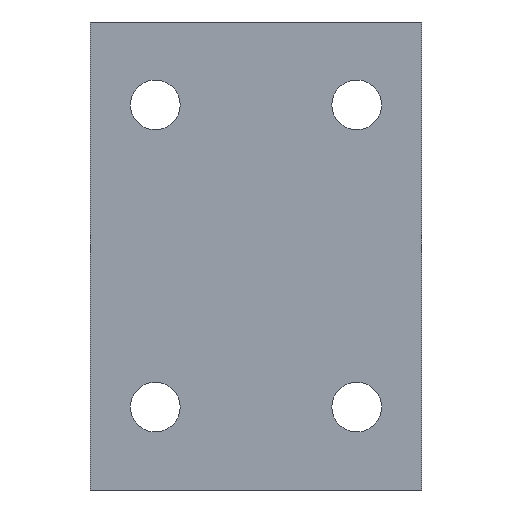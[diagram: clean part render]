
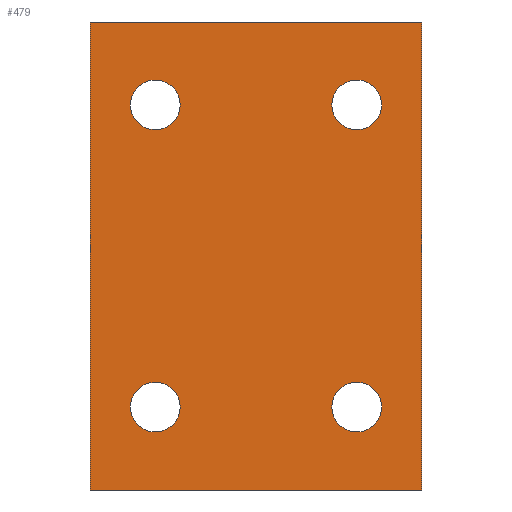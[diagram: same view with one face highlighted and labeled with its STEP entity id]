
A CAD part, front view. The second image highlights one B-rep face of the part: STEP entity #479.
In plain terms, the highlighted planar face has unit normal (0, -1, 0).
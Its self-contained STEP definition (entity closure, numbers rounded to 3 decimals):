
#1 = CARTESIAN_POINT ( 'NONE',  ( -8.5, -9., 12.75 ) ) ;
#2 = EDGE_CURVE ( 'NONE', #383, #165, #99, .T. ) ;
#10 = VERTEX_POINT ( 'NONE', #23 ) ;
#11 = EDGE_CURVE ( 'NONE', #473, #352, #416, .T. ) ;
#12 = ORIENTED_EDGE ( 'NONE', *, *, #2, .T. ) ;
#18 = DIRECTION ( 'NONE',  ( 1., 0., 0. ) ) ;
#23 = CARTESIAN_POINT ( 'NONE',  ( 14., -9., 19.75 ) ) ;
#25 = DIRECTION ( 'NONE',  ( 0., 0., -1. ) ) ;
#35 = DIRECTION ( 'NONE',  ( 0., 1., 0. ) ) ;
#36 = FACE_OUTER_BOUND ( 'NONE', #325, .T. ) ;
#39 = ORIENTED_EDGE ( 'NONE', *, *, #106, .T. ) ;
#40 = ORIENTED_EDGE ( 'NONE', *, *, #415, .T. ) ;
#49 = EDGE_CURVE ( 'NONE', #61, #186, #313, .T. ) ;
#51 = EDGE_CURVE ( 'NONE', #186, #61, #95, .T. ) ;
#54 = EDGE_CURVE ( 'NONE', #197, #361, #112, .T. ) ;
#56 = EDGE_CURVE ( 'NONE', #352, #473, #233, .T. ) ;
#60 = AXIS2_PLACEMENT_3D ( 'NONE', #430, #84, #393 ) ;
#61 = VERTEX_POINT ( 'NONE', #190 ) ;
#66 = DIRECTION ( 'NONE',  ( 0., 1., 0. ) ) ;
#68 = VECTOR ( 'NONE', #18, 1000. ) ;
#71 = AXIS2_PLACEMENT_3D ( 'NONE', #406, #66, #139 ) ;
#74 = FACE_BOUND ( 'NONE', #150, .T. ) ;
#77 = DIRECTION ( 'NONE',  ( -1., 0., 0. ) ) ;
#82 = PLANE ( 'NONE',  #60 ) ;
#83 = CIRCLE ( 'NONE', #308, 2.1 ) ;
#84 = DIRECTION ( 'NONE',  ( 0., 1., 0. ) ) ;
#88 = EDGE_CURVE ( 'NONE', #130, #10, #487, .T. ) ;
#89 = DIRECTION ( 'NONE',  ( -1., 0., 0. ) ) ;
#95 = CIRCLE ( 'NONE', #115, 2.1 ) ;
#99 = CIRCLE ( 'NONE', #358, 2.1 ) ;
#106 = EDGE_CURVE ( 'NONE', #165, #383, #408, .T. ) ;
#108 = DIRECTION ( 'NONE',  ( 0., 0., -1. ) ) ;
#112 = LINE ( 'NONE', #144, #68 ) ;
#115 = AXIS2_PLACEMENT_3D ( 'NONE', #265, #118, #77 ) ;
#117 = CARTESIAN_POINT ( 'NONE',  ( -10.6, -9., 12.75 ) ) ;
#118 = DIRECTION ( 'NONE',  ( 0., 1., 0. ) ) ;
#120 = FACE_BOUND ( 'NONE', #246, .T. ) ;
#129 = ORIENTED_EDGE ( 'NONE', *, *, #221, .F. ) ;
#130 = VERTEX_POINT ( 'NONE', #327 ) ;
#139 = DIRECTION ( 'NONE',  ( -1., 0., 0. ) ) ;
#144 = CARTESIAN_POINT ( 'NONE',  ( 14., -9., -19.75 ) ) ;
#145 = CARTESIAN_POINT ( 'NONE',  ( 6.4, -9., -12.75 ) ) ;
#150 = EDGE_LOOP ( 'NONE', ( #39, #12 ) ) ;
#155 = DIRECTION ( 'NONE',  ( 0., 1., 0. ) ) ;
#157 = CARTESIAN_POINT ( 'NONE',  ( -8.5, -9., -12.75 ) ) ;
#164 = VERTEX_POINT ( 'NONE', #214 ) ;
#165 = VERTEX_POINT ( 'NONE', #145 ) ;
#181 = DIRECTION ( 'NONE',  ( -1., 0., 0. ) ) ;
#186 = VERTEX_POINT ( 'NONE', #257 ) ;
#190 = CARTESIAN_POINT ( 'NONE',  ( -10.6, -9., -12.75 ) ) ;
#195 = AXIS2_PLACEMENT_3D ( 'NONE', #346, #344, #89 ) ;
#197 = VERTEX_POINT ( 'NONE', #211 ) ;
#201 = LINE ( 'NONE', #249, #317 ) ;
#206 = VERTEX_POINT ( 'NONE', #448 ) ;
#211 = CARTESIAN_POINT ( 'NONE',  ( -14., -9., -19.75 ) ) ;
#213 = CARTESIAN_POINT ( 'NONE',  ( 8.5, -9., -12.75 ) ) ;
#214 = CARTESIAN_POINT ( 'NONE',  ( 6.4, -9., 12.75 ) ) ;
#221 = EDGE_CURVE ( 'NONE', #10, #361, #201, .T. ) ;
#224 = CARTESIAN_POINT ( 'NONE',  ( 14., -9., 19.75 ) ) ;
#233 = CIRCLE ( 'NONE', #378, 2.1 ) ;
#236 = DIRECTION ( 'NONE',  ( -1., 0., 0. ) ) ;
#237 = AXIS2_PLACEMENT_3D ( 'NONE', #157, #35, #297 ) ;
#246 = EDGE_LOOP ( 'NONE', ( #460, #453 ) ) ;
#249 = CARTESIAN_POINT ( 'NONE',  ( 14., -9., 19.75 ) ) ;
#254 = ORIENTED_EDGE ( 'NONE', *, *, #56, .T. ) ;
#257 = CARTESIAN_POINT ( 'NONE',  ( -6.4, -9., -12.75 ) ) ;
#261 = DIRECTION ( 'NONE',  ( 0., 1., 0. ) ) ;
#264 = EDGE_CURVE ( 'NONE', #130, #197, #400, .T. ) ;
#265 = CARTESIAN_POINT ( 'NONE',  ( -8.5, -9., -12.75 ) ) ;
#266 = FACE_BOUND ( 'NONE', #458, .T. ) ;
#275 = FACE_BOUND ( 'NONE', #367, .T. ) ;
#278 = ORIENTED_EDGE ( 'NONE', *, *, #413, .T. ) ;
#291 = DIRECTION ( 'NONE',  ( 0., 1., 0. ) ) ;
#297 = DIRECTION ( 'NONE',  ( -1., 0., 0. ) ) ;
#308 = AXIS2_PLACEMENT_3D ( 'NONE', #384, #421, #236 ) ;
#310 = CIRCLE ( 'NONE', #195, 2.1 ) ;
#313 = CIRCLE ( 'NONE', #237, 2.1 ) ;
#317 = VECTOR ( 'NONE', #108, 1000. ) ;
#325 = EDGE_LOOP ( 'NONE', ( #355, #129, #350, #397 ) ) ;
#327 = CARTESIAN_POINT ( 'NONE',  ( -14., -9., 19.75 ) ) ;
#338 = DIRECTION ( 'NONE',  ( 1., 0., 0. ) ) ;
#344 = DIRECTION ( 'NONE',  ( 0., 1., 0. ) ) ;
#346 = CARTESIAN_POINT ( 'NONE',  ( 8.5, -9., 12.75 ) ) ;
#350 = ORIENTED_EDGE ( 'NONE', *, *, #88, .F. ) ;
#352 = VERTEX_POINT ( 'NONE', #117 ) ;
#353 = AXIS2_PLACEMENT_3D ( 'NONE', #411, #291, #181 ) ;
#355 = ORIENTED_EDGE ( 'NONE', *, *, #54, .T. ) ;
#358 = AXIS2_PLACEMENT_3D ( 'NONE', #213, #261, #414 ) ;
#361 = VERTEX_POINT ( 'NONE', #489 ) ;
#367 = EDGE_LOOP ( 'NONE', ( #40, #278 ) ) ;
#377 = CARTESIAN_POINT ( 'NONE',  ( 10.6, -9., -12.75 ) ) ;
#378 = AXIS2_PLACEMENT_3D ( 'NONE', #1, #155, #388 ) ;
#383 = VERTEX_POINT ( 'NONE', #377 ) ;
#384 = CARTESIAN_POINT ( 'NONE',  ( 8.5, -9., 12.75 ) ) ;
#388 = DIRECTION ( 'NONE',  ( -1., 0., 0. ) ) ;
#390 = VECTOR ( 'NONE', #25, 1000. ) ;
#393 = DIRECTION ( 'NONE',  ( -1., 0., 0. ) ) ;
#397 = ORIENTED_EDGE ( 'NONE', *, *, #264, .T. ) ;
#400 = LINE ( 'NONE', #483, #390 ) ;
#406 = CARTESIAN_POINT ( 'NONE',  ( 8.5, -9., -12.75 ) ) ;
#408 = CIRCLE ( 'NONE', #71, 2.1 ) ;
#411 = CARTESIAN_POINT ( 'NONE',  ( -8.5, -9., 12.75 ) ) ;
#413 = EDGE_CURVE ( 'NONE', #206, #164, #83, .T. ) ;
#414 = DIRECTION ( 'NONE',  ( -1., 0., 0. ) ) ;
#415 = EDGE_CURVE ( 'NONE', #164, #206, #310, .T. ) ;
#416 = CIRCLE ( 'NONE', #353, 2.1 ) ;
#421 = DIRECTION ( 'NONE',  ( 0., 1., 0. ) ) ;
#430 = CARTESIAN_POINT ( 'NONE',  ( 14., -9., 19.75 ) ) ;
#433 = ORIENTED_EDGE ( 'NONE', *, *, #11, .T. ) ;
#446 = VECTOR ( 'NONE', #338, 1000. ) ;
#448 = CARTESIAN_POINT ( 'NONE',  ( 10.6, -9., 12.75 ) ) ;
#453 = ORIENTED_EDGE ( 'NONE', *, *, #51, .T. ) ;
#458 = EDGE_LOOP ( 'NONE', ( #254, #433 ) ) ;
#460 = ORIENTED_EDGE ( 'NONE', *, *, #49, .T. ) ;
#468 = CARTESIAN_POINT ( 'NONE',  ( -6.4, -9., 12.75 ) ) ;
#473 = VERTEX_POINT ( 'NONE', #468 ) ;
#479 = ADVANCED_FACE ( 'NONE', ( #275, #74, #120, #266, #36 ), #82, .F. ) ;
#483 = CARTESIAN_POINT ( 'NONE',  ( -14., -9., 19.75 ) ) ;
#487 = LINE ( 'NONE', #224, #446 ) ;
#489 = CARTESIAN_POINT ( 'NONE',  ( 14., -9., -19.75 ) ) ;
